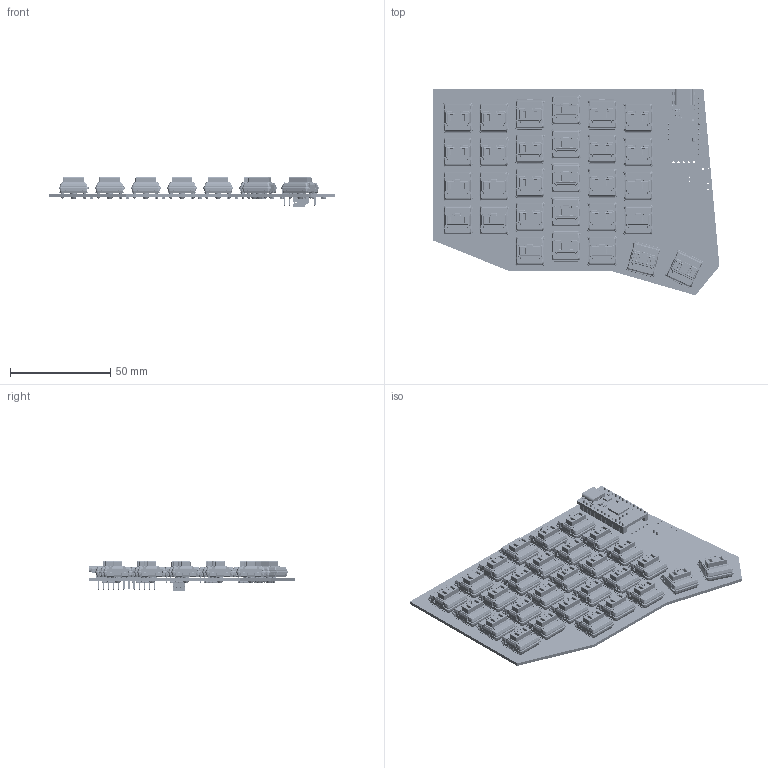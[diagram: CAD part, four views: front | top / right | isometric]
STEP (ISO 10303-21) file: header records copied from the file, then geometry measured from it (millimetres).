
FILE_DESCRIPTION(('KiCad electronic assembly'),'2;1');
FILE_NAME('pond_board_left.step','2024-11-14T13:29:58',('Pcbnew'),( 'Kicad'),'Open CASCADE STEP processor 7.8','KiCad to STEP converter' ,'Unknown');
FILE_SCHEMA(('AUTOMOTIVE_DESIGN { 1 0 10303 214 1 1 1 1 }'));
Length unit declared in the file: millimetre
Products named in the file (10): pond_board_left 1; Choc_V1; SW_Kailh_Choc_V1_cp; Nice_Nano_V2; root; Diode_SOD-123; D_SOD_123; JST_PH_S2B-PH-K_1x02_P2.00mm_Horizontal; JST_S2B_PH_K; pond_board_left_PCB
Assembly tree (65 placements, depth 3):
  pond_board_left 1
    Choc_V1  x29
      SW_Kailh_Choc_V1_cp
    Nice_Nano_V2
      root
    Diode_SOD-123  x29
      D_SOD_123
    JST_PH_S2B-PH-K_1x02_P2.00mm_Horizontal
      JST_S2B_PH_K
    pond_board_left_PCB
Bounding box: 142.96 x 103 x 14.6 mm (x, y, z)
Volume: 48462.4 mm3; surface area: 75945.3 mm2
Topology: 216 solids, 216 shells, 18086 faces, 47712 edges, 30259 vertices
Faces by surface type: plane 9530, bspline 7945, cylinder 581, torus 18, extrusion 8, sphere 4
Full cylindrical faces by diameter (mm): 0.3 x2, 0.5 x2, 0.75 x2, 0.9 x29, 1.092 x32, 1.2 x58, 1.9 x58, 3.45 x29
Entity records: 77887 total; most frequent: CARTESIAN_POINT 18014, ORIENTED_EDGE 12174, DIRECTION 9606, EDGE_CURVE 6087, VECTOR 3920, LINE 3912, VERTEX_POINT 3911, FACE_BOUND 2880
